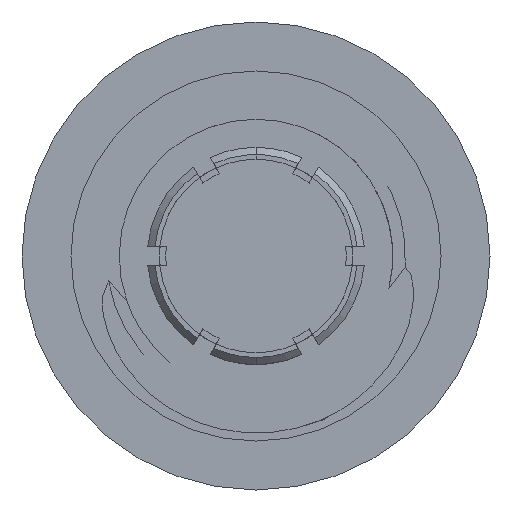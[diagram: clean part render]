
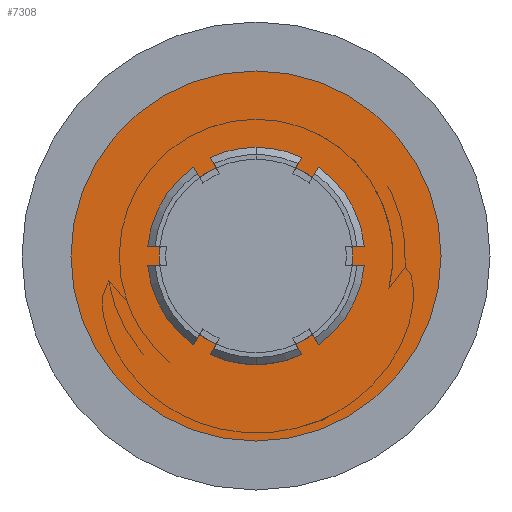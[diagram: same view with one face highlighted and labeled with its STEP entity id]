
A CAD part, left-side view. The second image highlights one B-rep face of the part: STEP entity #7308.
In plain terms, the highlighted face is planar.
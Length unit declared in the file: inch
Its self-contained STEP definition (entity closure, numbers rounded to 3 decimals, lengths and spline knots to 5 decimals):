
#50 = ORIENTED_EDGE ( 'NONE', *, *, #11573, .F. ) ;
#428 = DIRECTION ( 'NONE',  ( 1., 0., 0. ) ) ;
#540 = CARTESIAN_POINT ( 'NONE',  ( 0., 0., -0.087 ) ) ;
#612 = AXIS2_PLACEMENT_3D ( 'NONE', #2842, #4579, #6706 ) ;
#1048 = EDGE_CURVE ( 'NONE', #7657, #1724, #8845, .T. ) ;
#1335 = CARTESIAN_POINT ( 'NONE',  ( 0., 0.07173, -0.087 ) ) ;
#1724 = VERTEX_POINT ( 'NONE', #2651 ) ;
#1891 = DIRECTION ( 'NONE',  ( 1., 0., 0. ) ) ;
#2651 = CARTESIAN_POINT ( 'NONE',  ( -0.0405, 0., -0.087 ) ) ;
#2842 = CARTESIAN_POINT ( 'NONE',  ( 0., 0., -0.087 ) ) ;
#2909 = CARTESIAN_POINT ( 'NONE',  ( 0., 0., -0.087 ) ) ;
#3274 = DIRECTION ( 'NONE',  ( -1., 0., 0. ) ) ;
#3646 = AXIS2_PLACEMENT_3D ( 'NONE', #4656, #11484, #8455 ) ;
#3906 = CIRCLE ( 'NONE', #4699, 0.0775 ) ;
#4313 = DIRECTION ( 'NONE',  ( 0., 0., -1. ) ) ;
#4579 = DIRECTION ( 'NONE',  ( 0., 0., 1. ) ) ;
#4656 = CARTESIAN_POINT ( 'NONE',  ( 0., 0., -0.087 ) ) ;
#4699 = AXIS2_PLACEMENT_3D ( 'NONE', #2909, #7651, #1891 ) ;
#4865 = AXIS2_PLACEMENT_3D ( 'NONE', #540, #11905, #428 ) ;
#4917 = ORIENTED_EDGE ( 'NONE', *, *, #5676, .T. ) ;
#5328 = EDGE_LOOP ( 'NONE', ( #50, #5887 ) ) ;
#5676 = EDGE_CURVE ( 'NONE', #7734, #7557, #3906, .T. ) ;
#5715 = AXIS2_PLACEMENT_3D ( 'NONE', #1335, #4313, #3274 ) ;
#5849 = EDGE_CURVE ( 'NONE', #7557, #7734, #10921, .T. ) ;
#5887 = ORIENTED_EDGE ( 'NONE', *, *, #1048, .F. ) ;
#6073 = FACE_OUTER_BOUND ( 'NONE', #7776, .T. ) ;
#6247 = CARTESIAN_POINT ( 'NONE',  ( 0.0775, 0., -0.087 ) ) ;
#6706 = DIRECTION ( 'NONE',  ( 1., 0., 0. ) ) ;
#7050 = CARTESIAN_POINT ( 'NONE',  ( -0.0775, 0., -0.087 ) ) ;
#7308 = ADVANCED_FACE ( 'NONE', ( #11725, #6073 ), #9860, .F. ) ;
#7433 = CARTESIAN_POINT ( 'NONE',  ( 0.0405, 0., -0.087 ) ) ;
#7557 = VERTEX_POINT ( 'NONE', #7050 ) ;
#7651 = DIRECTION ( 'NONE',  ( 0., 0., 1. ) ) ;
#7657 = VERTEX_POINT ( 'NONE', #7433 ) ;
#7734 = VERTEX_POINT ( 'NONE', #6247 ) ;
#7776 = EDGE_LOOP ( 'NONE', ( #4917, #11954 ) ) ;
#8455 = DIRECTION ( 'NONE',  ( 1., 0., 0. ) ) ;
#8845 = CIRCLE ( 'NONE', #4865, 0.0405 ) ;
#8998 = CIRCLE ( 'NONE', #3646, 0.0405 ) ;
#9860 = PLANE ( 'NONE',  #5715 ) ;
#10921 = CIRCLE ( 'NONE', #612, 0.0775 ) ;
#11484 = DIRECTION ( 'NONE',  ( 0., 0., 1. ) ) ;
#11573 = EDGE_CURVE ( 'NONE', #1724, #7657, #8998, .T. ) ;
#11725 = FACE_BOUND ( 'NONE', #5328, .T. ) ;
#11905 = DIRECTION ( 'NONE',  ( 0., 0., 1. ) ) ;
#11954 = ORIENTED_EDGE ( 'NONE', *, *, #5849, .T. ) ;
